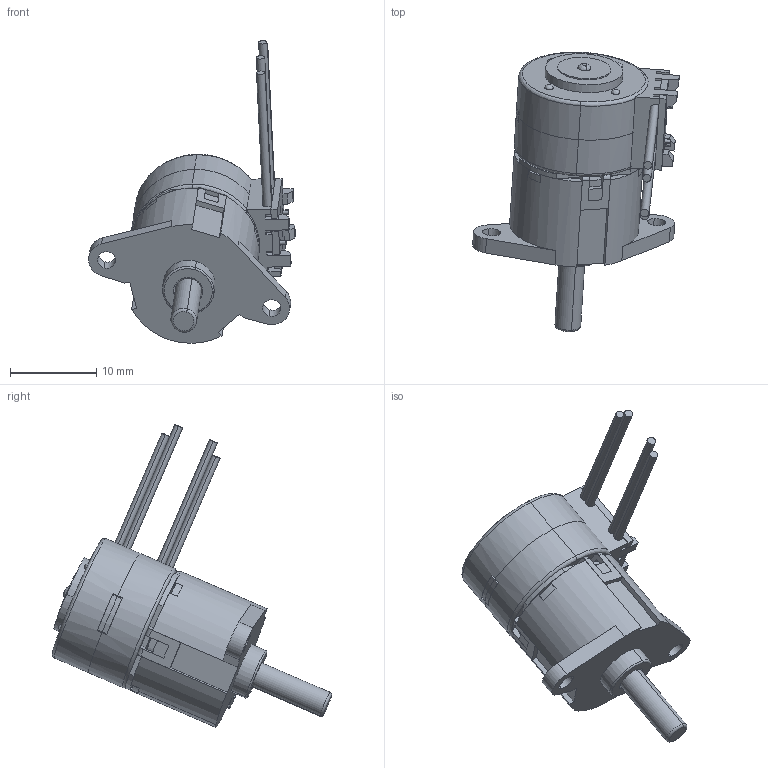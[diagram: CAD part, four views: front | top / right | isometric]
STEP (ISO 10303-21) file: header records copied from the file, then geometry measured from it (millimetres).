
FILE_DESCRIPTION (( 'STEP AP203' ), '1' );
FILE_NAME ('PG15.STEP', '2018-10-30T08:43:57', ( 'Sky123.Org' ), ( 'Sky123.Org' ), 'SwSTEP 2.0', 'SolidWorks 2014', '' );
FILE_SCHEMA (( 'CONFIG_CONTROL_DESIGN' ));
Length unit declared in the file: millimetre
Products named in the file (1): PG15
Bounding box: 23.99 x 32.45 x 35.14 mm (x, y, z)
Surface area: 3315.8 mm2 (no closed solid volume)
Topology: 0 solids, 22 shells, 242 faces, 990 edges, 752 vertices
Faces by surface type: plane 153, cylinder 73, bspline 10, torus 6
Entity records: 10718 total; most frequent: CARTESIAN_POINT 2402, DIRECTION 1732, ORIENTED_EDGE 1517, EDGE_CURVE 990, VERTEX_POINT 752, VECTOR 624, LINE 624, AXIS2_PLACEMENT_3D 554
